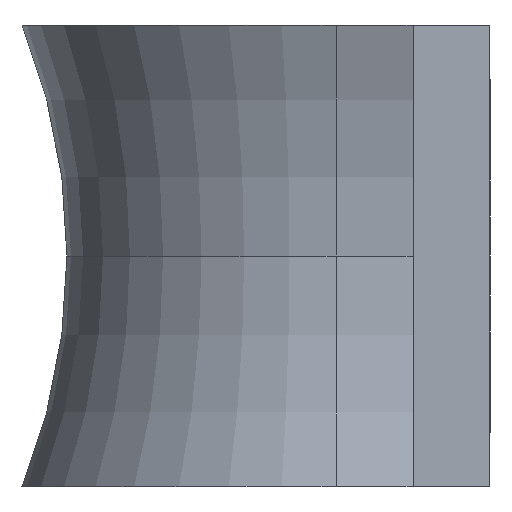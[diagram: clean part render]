
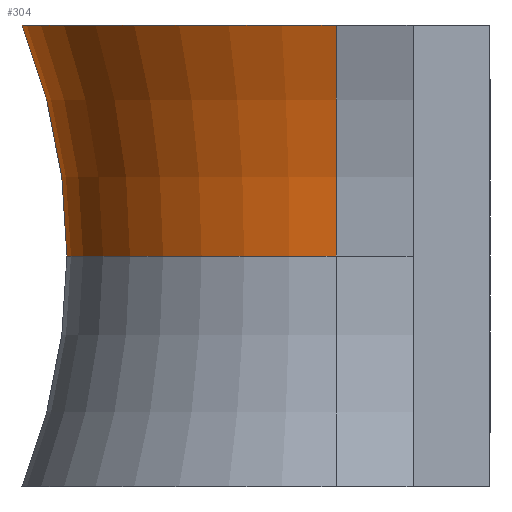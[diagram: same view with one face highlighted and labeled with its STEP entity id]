
A CAD part, left-side view. The second image highlights one B-rep face of the part: STEP entity #304.
In plain terms, the highlighted toroidal (fillet/blend) face has major radius 11.5 mm and minor radius 8 mm.
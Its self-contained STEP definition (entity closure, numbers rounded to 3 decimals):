
#42 = AXIS2_PLACEMENT_3D ( 'NONE', #196, #510, #242 ) ;
#47 = ORIENTED_EDGE ( 'NONE', *, *, #76, .F. ) ;
#54 = CARTESIAN_POINT ( 'NONE',  ( 3.5, 0., 0. ) ) ;
#65 = VERTEX_POINT ( 'NONE', #429 ) ;
#76 = EDGE_CURVE ( 'NONE', #65, #216, #593, .T. ) ;
#77 = EDGE_LOOP ( 'NONE', ( #529, #222, #137, #47 ) ) ;
#127 = DIRECTION ( 'NONE',  ( 0., 0., 1. ) ) ;
#137 = ORIENTED_EDGE ( 'NONE', *, *, #276, .F. ) ;
#147 = CARTESIAN_POINT ( 'NONE',  ( -3.5, 0., 0. ) ) ;
#157 = CARTESIAN_POINT ( 'NONE',  ( 0., 0., 3. ) ) ;
#177 = DIRECTION ( 'NONE',  ( 0., 1., 0. ) ) ;
#180 = AXIS2_PLACEMENT_3D ( 'NONE', #232, #127, #274 ) ;
#196 = CARTESIAN_POINT ( 'NONE',  ( 0., 0., 0. ) ) ;
#205 = EDGE_CURVE ( 'NONE', #65, #536, #401, .T. ) ;
#212 = DIRECTION ( 'NONE',  ( 1., 0., 0. ) ) ;
#216 = VERTEX_POINT ( 'NONE', #266 ) ;
#222 = ORIENTED_EDGE ( 'NONE', *, *, #515, .T. ) ;
#224 = DIRECTION ( 'NONE',  ( 0., -1., 0. ) ) ;
#232 = CARTESIAN_POINT ( 'NONE',  ( 0., 0., 0. ) ) ;
#242 = DIRECTION ( 'NONE',  ( 1., 0., 0. ) ) ;
#266 = CARTESIAN_POINT ( 'NONE',  ( -4.084, 0., 3. ) ) ;
#274 = DIRECTION ( 'NONE',  ( 1., 0., 0. ) ) ;
#276 = EDGE_CURVE ( 'NONE', #216, #558, #362, .T. ) ;
#298 = TOROIDAL_SURFACE ( 'NONE', #180, 11.5, 8. ) ;
#304 = ADVANCED_FACE ( 'NONE', ( #408 ), #298, .F. ) ;
#317 = AXIS2_PLACEMENT_3D ( 'NONE', #486, #224, #539 ) ;
#362 = CIRCLE ( 'NONE', #595, 8. ) ;
#401 = CIRCLE ( 'NONE', #317, 8. ) ;
#408 = FACE_OUTER_BOUND ( 'NONE', #77, .T. ) ;
#429 = CARTESIAN_POINT ( 'NONE',  ( 4.084, 0., 3. ) ) ;
#450 = CARTESIAN_POINT ( 'NONE',  ( -11.5, 0., 0. ) ) ;
#476 = DIRECTION ( 'NONE',  ( 0., 0., 1. ) ) ;
#486 = CARTESIAN_POINT ( 'NONE',  ( 11.5, 0., 0. ) ) ;
#491 = DIRECTION ( 'NONE',  ( 0., 0., 1. ) ) ;
#510 = DIRECTION ( 'NONE',  ( 0., 0., 1. ) ) ;
#515 = EDGE_CURVE ( 'NONE', #536, #558, #589, .T. ) ;
#529 = ORIENTED_EDGE ( 'NONE', *, *, #205, .T. ) ;
#536 = VERTEX_POINT ( 'NONE', #54 ) ;
#538 = AXIS2_PLACEMENT_3D ( 'NONE', #157, #476, #212 ) ;
#539 = DIRECTION ( 'NONE',  ( 0., 0., 1. ) ) ;
#558 = VERTEX_POINT ( 'NONE', #147 ) ;
#589 = CIRCLE ( 'NONE', #42, 3.5 ) ;
#593 = CIRCLE ( 'NONE', #538, 4.084 ) ;
#595 = AXIS2_PLACEMENT_3D ( 'NONE', #450, #177, #491 ) ;
